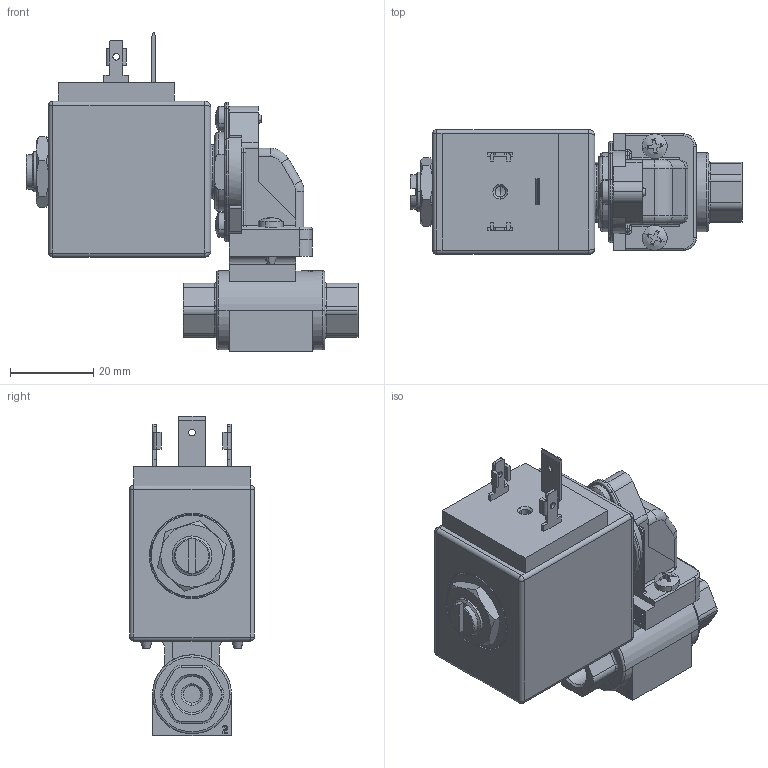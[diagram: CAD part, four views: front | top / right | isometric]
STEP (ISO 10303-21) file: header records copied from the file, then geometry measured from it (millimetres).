
FILE_DESCRIPTION((''),'2;1');
FILE_NAME('PRT0001','2016-01-22T',('vnecchi'),('O.D.E.'),'CREO PARAMETRIC BY PTC INC, 2015380','CREO PARAMETRIC BY PTC INC, 2015380','');
FILE_SCHEMA(('CONFIG_CONTROL_DESIGN'));
Products named in the file (1): PRT0001
Bounding box: 79.85 x 30 x 76.95 mm (x, y, z)
Volume: 1336.2 mm3; surface area: 24509.4 mm2
Topology: 17 solids, 18 shells, 1283 faces, 3395 edges, 2136 vertices
Faces by surface type: plane 673, cylinder 335, torus 83, extrusion 78, cone 61, sphere 32, bspline 19, revolution 2
Entity records: 64634 total; most frequent: CARTESIAN_POINT 16706, ORIENTED_EDGE 6609, DIRECTION 6556, PRESENTATION_STYLE_ASSIGNMENT 3857, EDGE_CURVE 3350, STYLED_ITEM 3003, CURVE_STYLE 2745, AXIS2_PLACEMENT_3D 2256
